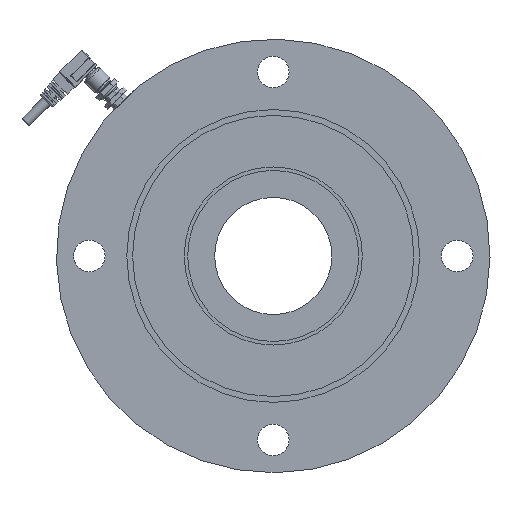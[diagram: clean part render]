
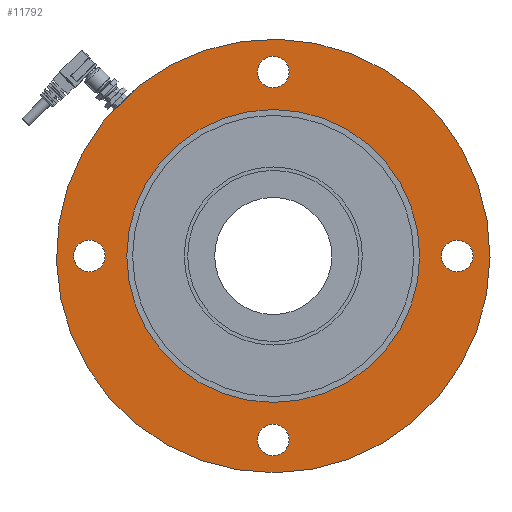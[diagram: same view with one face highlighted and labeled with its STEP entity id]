
A CAD part, front view. The second image highlights one B-rep face of the part: STEP entity #11792.
In plain terms, the highlighted planar face has unit normal (0, -1, 0).
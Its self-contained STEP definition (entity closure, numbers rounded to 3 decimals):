
#185 = CARTESIAN_POINT ( 'NONE',  ( -72.721, 0., 57.165 ) ) ;
#524 = AXIS2_PLACEMENT_3D ( 'NONE', #10756, #13988, #16673 ) ;
#542 = EDGE_CURVE ( 'NONE', #3509, #3509, #14056, .T. ) ;
#820 = FACE_BOUND ( 'NONE', #15868, .T. ) ;
#1058 = EDGE_LOOP ( 'NONE', ( #7825 ) ) ;
#1257 = CIRCLE ( 'NONE', #17486, 62.5 ) ;
#2125 = CARTESIAN_POINT ( 'NONE',  ( 0., 0., -71.75 ) ) ;
#2670 = CARTESIAN_POINT ( 'NONE',  ( 0., 0., 0. ) ) ;
#3092 = CARTESIAN_POINT ( 'NONE',  ( -78.5, 0., 0. ) ) ;
#3509 = VERTEX_POINT ( 'NONE', #2125 ) ;
#3557 = AXIS2_PLACEMENT_3D ( 'NONE', #3092, #8649, #16956 ) ;
#3586 = PLANE ( 'NONE',  #15645 ) ;
#5274 = DIRECTION ( 'NONE',  ( 0., 1., 0. ) ) ;
#5387 = ORIENTED_EDGE ( 'NONE', *, *, #9648, .T. ) ;
#6405 = DIRECTION ( 'NONE',  ( 0., 1., 0. ) ) ;
#6493 = VERTEX_POINT ( 'NONE', #8996 ) ;
#6658 = EDGE_CURVE ( 'NONE', #9082, #13313, #12151, .T. ) ;
#6718 = CARTESIAN_POINT ( 'NONE',  ( -57.165, 0., 72.721 ) ) ;
#6732 = CIRCLE ( 'NONE', #524, 6.75 ) ;
#6954 = CARTESIAN_POINT ( 'NONE',  ( 0., 0., 62.5 ) ) ;
#7231 = EDGE_LOOP ( 'NONE', ( #11103 ) ) ;
#7390 = DIRECTION ( 'NONE',  ( 0., 1., 0. ) ) ;
#7566 = CARTESIAN_POINT ( 'NONE',  ( 62.5, 0., 0. ) ) ;
#7655 = DIRECTION ( 'NONE',  ( 0., 1., 0. ) ) ;
#7825 = ORIENTED_EDGE ( 'NONE', *, *, #14497, .T. ) ;
#8156 = ORIENTED_EDGE ( 'NONE', *, *, #10222, .T. ) ;
#8189 = EDGE_CURVE ( 'NONE', #11177, #11177, #16230, .T. ) ;
#8219 = CARTESIAN_POINT ( 'NONE',  ( -72.721, 0., 57.165 ) ) ;
#8313 = DIRECTION ( 'NONE',  ( -0.707, 0., -0.707 ) ) ;
#8491 = EDGE_LOOP ( 'NONE', ( #5387 ) ) ;
#8590 = CARTESIAN_POINT ( 'NONE',  ( 0., 0., 85.25 ) ) ;
#8649 = DIRECTION ( 'NONE',  ( 0., 1., 0. ) ) ;
#8996 = CARTESIAN_POINT ( 'NONE',  ( -78.5, 0., 6.75 ) ) ;
#9082 = VERTEX_POINT ( 'NONE', #6718 ) ;
#9156 = EDGE_CURVE ( 'NONE', #6493, #6493, #10941, .T. ) ;
#9648 = EDGE_CURVE ( 'NONE', #17570, #17570, #6732, .T. ) ;
#9835 = ORIENTED_EDGE ( 'NONE', *, *, #8189, .T. ) ;
#10209 = EDGE_LOOP ( 'NONE', ( #9835 ) ) ;
#10222 = EDGE_CURVE ( 'NONE', #9082, #13313, #15504, .T. ) ;
#10520 = FACE_OUTER_BOUND ( 'NONE', #14163, .T. ) ;
#10556 = CARTESIAN_POINT ( 'NONE',  ( 0., 0., -78.5 ) ) ;
#10756 = CARTESIAN_POINT ( 'NONE',  ( 78.5, 0., 0. ) ) ;
#10941 = CIRCLE ( 'NONE', #3557, 6.75 ) ;
#11103 = ORIENTED_EDGE ( 'NONE', *, *, #9156, .T. ) ;
#11177 = VERTEX_POINT ( 'NONE', #8590 ) ;
#11792 = ADVANCED_FACE ( 'NONE', ( #820, #15971, #16064, #13205, #10520, #17351 ), #3586, .F. ) ;
#12004 = DIRECTION ( 'NONE',  ( 0., 0., 1. ) ) ;
#12151 = CIRCLE ( 'NONE', #12164, 92.5 ) ;
#12164 = AXIS2_PLACEMENT_3D ( 'NONE', #14504, #7390, #17450 ) ;
#12300 = AXIS2_PLACEMENT_3D ( 'NONE', #10556, #6405, #16559 ) ;
#12998 = AXIS2_PLACEMENT_3D ( 'NONE', #14707, #14795, #17839 ) ;
#13205 = FACE_BOUND ( 'NONE', #7231, .T. ) ;
#13313 = VERTEX_POINT ( 'NONE', #185 ) ;
#13787 = VERTEX_POINT ( 'NONE', #6954 ) ;
#13988 = DIRECTION ( 'NONE',  ( 0., 1., 0. ) ) ;
#14056 = CIRCLE ( 'NONE', #12300, 6.75 ) ;
#14163 = EDGE_LOOP ( 'NONE', ( #16916, #8156 ) ) ;
#14497 = EDGE_CURVE ( 'NONE', #13787, #13787, #1257, .T. ) ;
#14504 = CARTESIAN_POINT ( 'NONE',  ( 0., 0., 0. ) ) ;
#14707 = CARTESIAN_POINT ( 'NONE',  ( 0., 0., 78.5 ) ) ;
#14795 = DIRECTION ( 'NONE',  ( 0., 1., 0. ) ) ;
#14983 = CARTESIAN_POINT ( 'NONE',  ( 78.5, 0., 6.75 ) ) ;
#15154 = DIRECTION ( 'NONE',  ( 0., 0., 1. ) ) ;
#15504 = LINE ( 'NONE', #8219, #18248 ) ;
#15645 = AXIS2_PLACEMENT_3D ( 'NONE', #7566, #7655, #12004 ) ;
#15868 = EDGE_LOOP ( 'NONE', ( #17024 ) ) ;
#15971 = FACE_BOUND ( 'NONE', #8491, .T. ) ;
#16064 = FACE_BOUND ( 'NONE', #10209, .T. ) ;
#16230 = CIRCLE ( 'NONE', #12998, 6.75 ) ;
#16559 = DIRECTION ( 'NONE',  ( 0., 0., 1. ) ) ;
#16673 = DIRECTION ( 'NONE',  ( 0., 0., 1. ) ) ;
#16916 = ORIENTED_EDGE ( 'NONE', *, *, #6658, .F. ) ;
#16956 = DIRECTION ( 'NONE',  ( 0., 0., 1. ) ) ;
#17024 = ORIENTED_EDGE ( 'NONE', *, *, #542, .T. ) ;
#17351 = FACE_BOUND ( 'NONE', #1058, .T. ) ;
#17450 = DIRECTION ( 'NONE',  ( 0., 0., 1. ) ) ;
#17486 = AXIS2_PLACEMENT_3D ( 'NONE', #2670, #5274, #15154 ) ;
#17570 = VERTEX_POINT ( 'NONE', #14983 ) ;
#17839 = DIRECTION ( 'NONE',  ( 0., 0., 1. ) ) ;
#18248 = VECTOR ( 'NONE', #8313, 1000. ) ;
